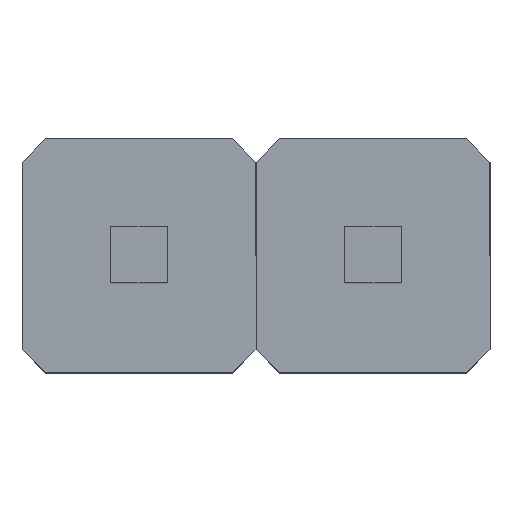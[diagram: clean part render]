
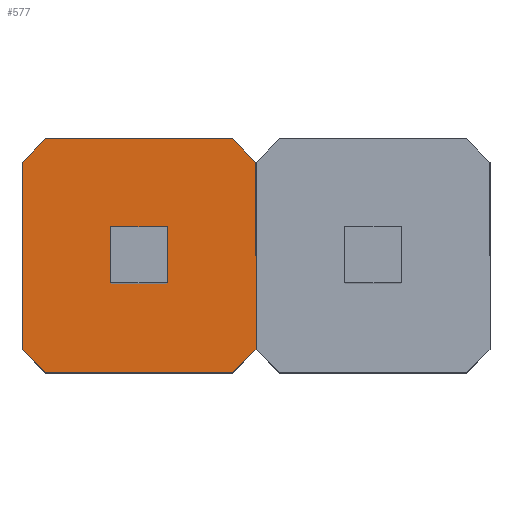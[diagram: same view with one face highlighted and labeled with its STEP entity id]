
A CAD part, top view. The second image highlights one B-rep face of the part: STEP entity #577.
In plain terms, the highlighted planar face has unit normal (0, 0, 1).
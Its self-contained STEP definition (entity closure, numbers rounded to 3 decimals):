
#4 = DIRECTION ( 'NONE',  ( -1., 0., 0. ) ) ;
#12 = VECTOR ( 'NONE', #4, 1000. ) ;
#24 = ORIENTED_EDGE ( 'NONE', *, *, #654, .F. ) ;
#25 = CARTESIAN_POINT ( 'NONE',  ( 1.27, 1.016, 2.5 ) ) ;
#35 = LINE ( 'NONE', #376, #600 ) ;
#55 = LINE ( 'NONE', #84, #620 ) ;
#62 = VERTEX_POINT ( 'NONE', #532 ) ;
#67 = ORIENTED_EDGE ( 'NONE', *, *, #129, .F. ) ;
#84 = CARTESIAN_POINT ( 'NONE',  ( 1.016, -1.27, 2.5 ) ) ;
#85 = VERTEX_POINT ( 'NONE', #115 ) ;
#89 = VERTEX_POINT ( 'NONE', #483 ) ;
#100 = CARTESIAN_POINT ( 'NONE',  ( -1.016, 1.27, 2.5 ) ) ;
#106 = LINE ( 'NONE', #677, #217 ) ;
#107 = LINE ( 'NONE', #417, #535 ) ;
#112 = CARTESIAN_POINT ( 'NONE',  ( 1.016, 1.27, 2.5 ) ) ;
#115 = CARTESIAN_POINT ( 'NONE',  ( 1.27, -1.016, 2.5 ) ) ;
#129 = EDGE_CURVE ( 'NONE', #62, #441, #146, .T. ) ;
#132 = CARTESIAN_POINT ( 'NONE',  ( 1.016, -1.27, 2.5 ) ) ;
#140 = CARTESIAN_POINT ( 'NONE',  ( -1.016, -1.27, 2.5 ) ) ;
#146 = LINE ( 'NONE', #132, #12 ) ;
#160 = EDGE_CURVE ( 'NONE', #464, #415, #567, .T. ) ;
#214 = ORIENTED_EDGE ( 'NONE', *, *, #455, .T. ) ;
#217 = VECTOR ( 'NONE', #244, 1000. ) ;
#226 = VERTEX_POINT ( 'NONE', #554 ) ;
#233 = DIRECTION ( 'NONE',  ( 0.707, 0.707, 0. ) ) ;
#242 = DIRECTION ( 'NONE',  ( 0.707, -0.707, 0. ) ) ;
#244 = DIRECTION ( 'NONE',  ( 0.707, 0.707, 0. ) ) ;
#252 = ORIENTED_EDGE ( 'NONE', *, *, #160, .F. ) ;
#260 = CARTESIAN_POINT ( 'NONE',  ( -1.016, 1.27, 2.5 ) ) ;
#265 = CARTESIAN_POINT ( 'NONE',  ( -1.27, -1.016, 2.5 ) ) ;
#266 = EDGE_CURVE ( 'NONE', #508, #85, #107, .T. ) ;
#273 = ORIENTED_EDGE ( 'NONE', *, *, #266, .F. ) ;
#307 = LINE ( 'NONE', #434, #328 ) ;
#317 = ORIENTED_EDGE ( 'NONE', *, *, #401, .T. ) ;
#328 = VECTOR ( 'NONE', #409, 1000. ) ;
#351 = AXIS2_PLACEMENT_3D ( 'NONE', #265, #490, #428 ) ;
#376 = CARTESIAN_POINT ( 'NONE',  ( 1.27, 1.016, 2.5 ) ) ;
#380 = DIRECTION ( 'NONE',  ( 0., -1., 0. ) ) ;
#401 = EDGE_CURVE ( 'NONE', #62, #85, #55, .T. ) ;
#409 = DIRECTION ( 'NONE',  ( 0., 1., 0. ) ) ;
#412 = VECTOR ( 'NONE', #609, 1000. ) ;
#414 = EDGE_CURVE ( 'NONE', #226, #89, #307, .T. ) ;
#415 = VERTEX_POINT ( 'NONE', #112 ) ;
#416 = EDGE_CURVE ( 'NONE', #508, #415, #35, .T. ) ;
#417 = CARTESIAN_POINT ( 'NONE',  ( 1.27, 1.016, 2.5 ) ) ;
#428 = DIRECTION ( 'NONE',  ( 1., 0., 0. ) ) ;
#434 = CARTESIAN_POINT ( 'NONE',  ( -1.27, -1.016, 2.5 ) ) ;
#441 = VERTEX_POINT ( 'NONE', #140 ) ;
#455 = EDGE_CURVE ( 'NONE', #226, #441, #670, .T. ) ;
#464 = VERTEX_POINT ( 'NONE', #100 ) ;
#473 = CARTESIAN_POINT ( 'NONE',  ( -1.27, -1.016, 2.5 ) ) ;
#477 = FACE_OUTER_BOUND ( 'NONE', #563, .T. ) ;
#483 = CARTESIAN_POINT ( 'NONE',  ( -1.27, 1.016, 2.5 ) ) ;
#490 = DIRECTION ( 'NONE',  ( 0., 0., 1. ) ) ;
#508 = VERTEX_POINT ( 'NONE', #25 ) ;
#526 = VECTOR ( 'NONE', #242, 1000. ) ;
#532 = CARTESIAN_POINT ( 'NONE',  ( 1.016, -1.27, 2.5 ) ) ;
#535 = VECTOR ( 'NONE', #380, 1000. ) ;
#554 = CARTESIAN_POINT ( 'NONE',  ( -1.27, -1.016, 2.5 ) ) ;
#563 = EDGE_LOOP ( 'NONE', ( #24, #617, #214, #67, #317, #273, #640, #252 ) ) ;
#567 = LINE ( 'NONE', #260, #412 ) ;
#577 = ADVANCED_FACE ( 'NONE', ( #477 ), #659, .T. ) ;
#600 = VECTOR ( 'NONE', #638, 1000. ) ;
#609 = DIRECTION ( 'NONE',  ( 1., 0., 0. ) ) ;
#617 = ORIENTED_EDGE ( 'NONE', *, *, #414, .F. ) ;
#620 = VECTOR ( 'NONE', #233, 1000. ) ;
#638 = DIRECTION ( 'NONE',  ( -0.707, 0.707, 0. ) ) ;
#640 = ORIENTED_EDGE ( 'NONE', *, *, #416, .T. ) ;
#654 = EDGE_CURVE ( 'NONE', #89, #464, #106, .T. ) ;
#659 = PLANE ( 'NONE',  #351 ) ;
#670 = LINE ( 'NONE', #473, #526 ) ;
#677 = CARTESIAN_POINT ( 'NONE',  ( -1.27, 1.016, 2.5 ) ) ;
